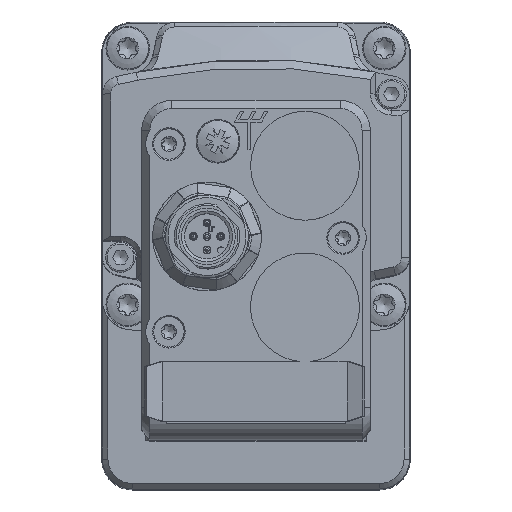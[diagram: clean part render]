
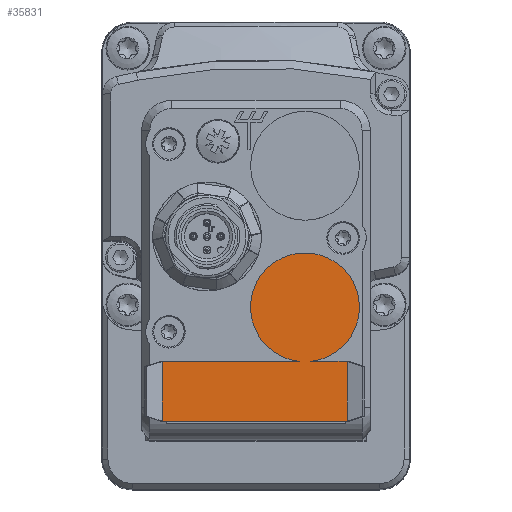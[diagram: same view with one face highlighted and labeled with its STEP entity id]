
A CAD part, top view. The second image highlights one B-rep face of the part: STEP entity #35831.
In plain terms, the highlighted planar face has unit normal (0, 0, 1).
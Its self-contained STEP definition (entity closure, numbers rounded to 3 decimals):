
#2773=PLANE('',#38148);
#4875=FACE_OUTER_BOUND('',#6853,.T.);
#6853=EDGE_LOOP('',(#30371,#30372,#30373,#30374,#30375,#30376));
#9479=LINE('',#65504,#12065);
#9480=LINE('',#65506,#12066);
#9481=LINE('',#65508,#12067);
#9482=LINE('',#65510,#12068);
#9483=LINE('',#65511,#12069);
#12065=VECTOR('',#44896,10.);
#12066=VECTOR('',#44897,10.);
#12067=VECTOR('',#44898,10.);
#12068=VECTOR('',#44899,10.);
#12069=VECTOR('',#44900,10.);
#13206=CIRCLE('',#38149,10.);
#16341=VERTEX_POINT('',#65500);
#16342=VERTEX_POINT('',#65501);
#16343=VERTEX_POINT('',#65503);
#16344=VERTEX_POINT('',#65505);
#16345=VERTEX_POINT('',#65507);
#16346=VERTEX_POINT('',#65509);
#21194=EDGE_CURVE('',#16341,#16342,#13206,.T.);
#21195=EDGE_CURVE('',#16342,#16343,#9479,.T.);
#21196=EDGE_CURVE('',#16343,#16344,#9480,.T.);
#21197=EDGE_CURVE('',#16344,#16345,#9481,.T.);
#21198=EDGE_CURVE('',#16345,#16346,#9482,.T.);
#21199=EDGE_CURVE('',#16346,#16341,#9483,.T.);
#30371=ORIENTED_EDGE('',*,*,#21194,.T.);
#30372=ORIENTED_EDGE('',*,*,#21195,.T.);
#30373=ORIENTED_EDGE('',*,*,#21196,.T.);
#30374=ORIENTED_EDGE('',*,*,#21197,.T.);
#30375=ORIENTED_EDGE('',*,*,#21198,.T.);
#30376=ORIENTED_EDGE('',*,*,#21199,.T.);
#35831=ADVANCED_FACE('',(#4875),#2773,.F.);
#38148=AXIS2_PLACEMENT_3D('',#65499,#44892,#44893);
#38149=AXIS2_PLACEMENT_3D('',#65502,#44894,#44895);
#44892=DIRECTION('center_axis',(0.,0.,
-1.));
#44893=DIRECTION('ref_axis',(1.,0.,0.));
#44894=DIRECTION('center_axis',(0.,0.,
1.));
#44895=DIRECTION('ref_axis',(1.,0.,0.));
#44896=DIRECTION('',(-1.,0.,0.));
#44897=DIRECTION('',(0.,-1.,0.));
#44898=DIRECTION('',(1.,0.,0.));
#44899=DIRECTION('',(0.,1.,0.));
#44900=DIRECTION('',(-1.,0.,0.));
#65499=CARTESIAN_POINT('Origin',(9.,-24.2,107.));
#65500=CARTESIAN_POINT('',(9.999,-34.15,107.));
#65501=CARTESIAN_POINT('',(8.001,-34.15,107.));
#65502=CARTESIAN_POINT('Origin',(9.,-24.2,107.));
#65503=CARTESIAN_POINT('',(-17.25,-34.15,107.));
#65504=CARTESIAN_POINT('',(-17.25,-34.15,107.));
#65505=CARTESIAN_POINT('',(-17.25,-45.15,107.));
#65506=CARTESIAN_POINT('',(-17.25,-45.15,107.));
#65507=CARTESIAN_POINT('',(16.75,-45.15,107.));
#65508=CARTESIAN_POINT('',(16.75,-45.15,107.));
#65509=CARTESIAN_POINT('',(16.75,-34.15,107.));
#65510=CARTESIAN_POINT('',(16.75,-34.15,107.));
#65511=CARTESIAN_POINT('',(-17.25,-34.15,107.));
